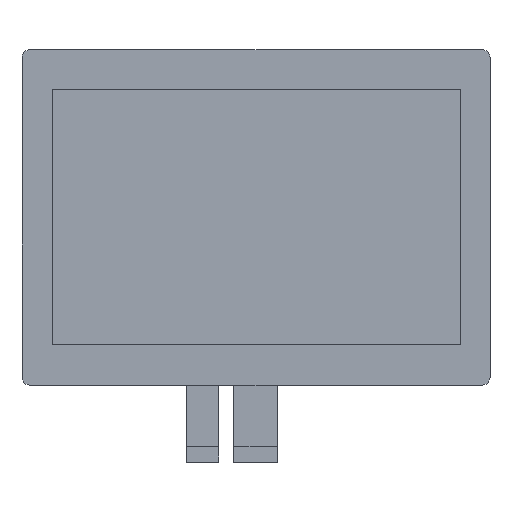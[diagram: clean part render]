
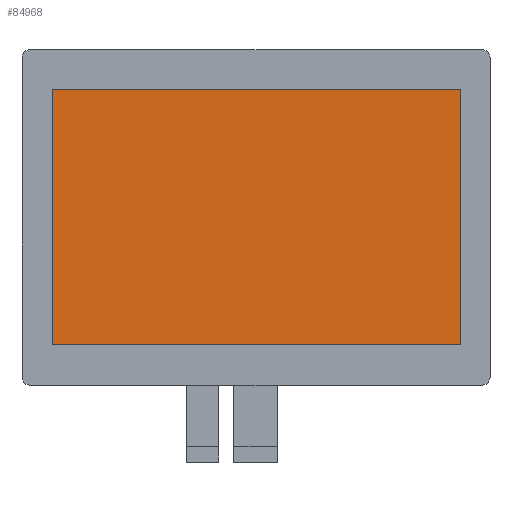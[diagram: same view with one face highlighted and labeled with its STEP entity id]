
A CAD part, top view. The second image highlights one B-rep face of the part: STEP entity #84968.
In plain terms, the highlighted planar face has unit normal (0, 0, 1).
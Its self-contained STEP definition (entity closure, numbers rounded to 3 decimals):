
#4811=FACE_OUTER_BOUND('',#9589,.T.);
#9589=EDGE_LOOP('',(#58177,#58178,#58179,#58180));
#15629=LINE('',#123843,#25856);
#15630=LINE('',#123845,#25857);
#15631=LINE('',#123847,#25858);
#15632=LINE('',#123848,#25859);
#25856=VECTOR('',#98907,10.);
#25857=VECTOR('',#98908,10.);
#25858=VECTOR('',#98909,10.);
#25859=VECTOR('',#98910,10.);
#35640=VERTEX_POINT('',#123841);
#35641=VERTEX_POINT('',#123842);
#35642=VERTEX_POINT('',#123844);
#35643=VERTEX_POINT('',#123846);
#44095=EDGE_CURVE('',#35640,#35641,#15629,.T.);
#44096=EDGE_CURVE('',#35642,#35640,#15630,.T.);
#44097=EDGE_CURVE('',#35643,#35642,#15631,.T.);
#44098=EDGE_CURVE('',#35641,#35643,#15632,.T.);
#58177=ORIENTED_EDGE('',*,*,#44095,.F.);
#58178=ORIENTED_EDGE('',*,*,#44096,.F.);
#58179=ORIENTED_EDGE('',*,*,#44097,.F.);
#58180=ORIENTED_EDGE('',*,*,#44098,.F.);
#81598=PLANE('',#89801);
#84968=ADVANCED_FACE('',(#4811),#81598,.T.);
#89801=AXIS2_PLACEMENT_3D('',#123840,#98905,#98906);
#98905=DIRECTION('center_axis',(0.,0.,1.));
#98906=DIRECTION('ref_axis',(1.,0.,0.));
#98907=DIRECTION('',(1.,0.,0.));
#98908=DIRECTION('',(0.,1.,0.));
#98909=DIRECTION('',(-1.,0.,0.));
#98910=DIRECTION('',(0.,-1.,0.));
#123840=CARTESIAN_POINT('Origin',(-0.05,-0.05,
0.));
#123841=CARTESIAN_POINT('',(-130.6,81.6,0.));
#123842=CARTESIAN_POINT('',(130.6,81.6,0.));
#123843=CARTESIAN_POINT('',(65.275,81.6,0.));
#123844=CARTESIAN_POINT('',(-130.6,-81.6,0.));
#123845=CARTESIAN_POINT('',(-130.6,40.775,0.));
#123846=CARTESIAN_POINT('',(130.6,-81.6,0.));
#123847=CARTESIAN_POINT('',(-65.325,-81.6,0.));
#123848=CARTESIAN_POINT('',(130.6,-40.825,0.));
